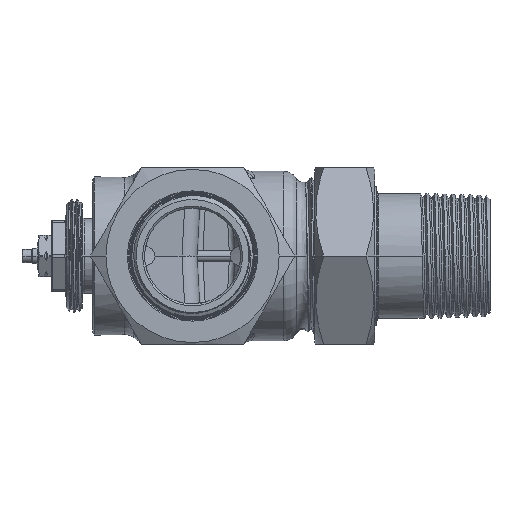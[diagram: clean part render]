
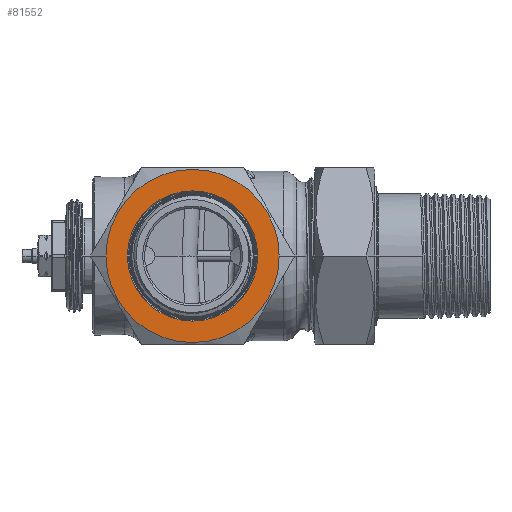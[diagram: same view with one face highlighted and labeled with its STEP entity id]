
A CAD part, left-side view. The second image highlights one B-rep face of the part: STEP entity #81552.
In plain terms, the highlighted planar face has unit normal (-1, 0, 0).
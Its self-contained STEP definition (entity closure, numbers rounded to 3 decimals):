
#43912=CARTESIAN_POINT('',(-48.42,0.,0.));
#43913=DIRECTION('',(-1.,0.,0.));
#43914=DIRECTION('',(0.,1.,0.));
#43915=AXIS2_PLACEMENT_3D('',#43912,#43913,#43914);
#43917=CARTESIAN_POINT('',(-48.42,0.,0.));
#43918=DIRECTION('',(-1.,0.,0.));
#43919=DIRECTION('',(0.,-1.,0.));
#43920=AXIS2_PLACEMENT_3D('',#43917,#43918,#43919);
#43922=CARTESIAN_POINT('',(-48.42,0.,0.));
#43923=DIRECTION('',(-1.,0.,0.));
#43924=DIRECTION('',(0.,1.,0.));
#43925=AXIS2_PLACEMENT_3D('',#43922,#43923,#43924);
#43932=CARTESIAN_POINT('',(-48.42,0.,0.));
#43933=DIRECTION('',(-1.,0.,0.));
#43934=DIRECTION('',(0.,-1.,0.));
#43935=AXIS2_PLACEMENT_3D('',#43932,#43933,#43934);
#47145=CARTESIAN_POINT('',(-48.42,23.,0.));
#47146=CARTESIAN_POINT('',(-48.42,-23.,0.));
#47147=VERTEX_POINT('',#47145);
#47148=VERTEX_POINT('',#47146);
#47173=CARTESIAN_POINT('',(-48.42,17.3,0.));
#47174=CARTESIAN_POINT('',(-48.42,-17.3,0.));
#47175=VERTEX_POINT('',#47173);
#47176=VERTEX_POINT('',#47174);
#81536=CARTESIAN_POINT('',(-48.42,0.,0.));
#81537=DIRECTION('',(1.,0.,0.));
#81538=DIRECTION('',(0.,-1.,0.));
#81539=AXIS2_PLACEMENT_3D('',#81536,#81537,#81538);
#81540=PLANE('',#81539);
#81542=ORIENTED_EDGE('',*,*,#81541,.F.);
#81543=ORIENTED_EDGE('',*,*,#81524,.F.);
#81544=EDGE_LOOP('',(#81542,#81543));
#81545=FACE_OUTER_BOUND('',#81544,.F.);
#81547=ORIENTED_EDGE('',*,*,#81546,.T.);
#81549=ORIENTED_EDGE('',*,*,#81548,.T.);
#81550=EDGE_LOOP('',(#81547,#81549));
#81551=FACE_BOUND('',#81550,.F.);
#81552=ADVANCED_FACE('',(#81545,#81551),#81540,.F.);
#43916=CIRCLE('',#43915,23.);
#43921=CIRCLE('',#43920,23.);
#43926=CIRCLE('',#43925,17.3);
#43936=CIRCLE('',#43935,17.3);
#81524=EDGE_CURVE('',#47148,#47147,#43921,.T.);
#81541=EDGE_CURVE('',#47147,#47148,#43916,.T.);
#81546=EDGE_CURVE('',#47175,#47176,#43926,.T.);
#81548=EDGE_CURVE('',#47176,#47175,#43936,.T.);
